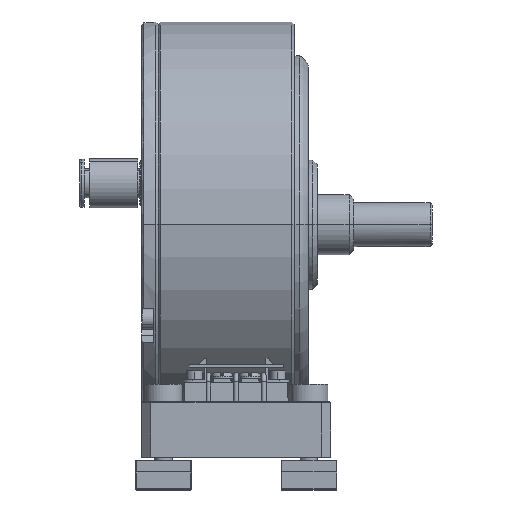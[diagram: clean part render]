
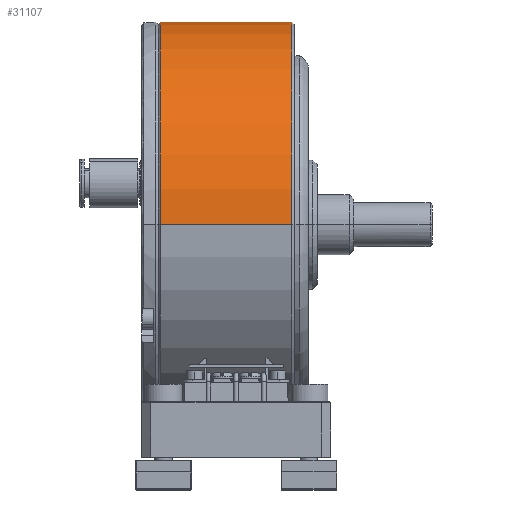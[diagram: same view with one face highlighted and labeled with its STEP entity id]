
A CAD part, top view. The second image highlights one B-rep face of the part: STEP entity #31107.
In plain terms, the highlighted cylindrical face has radius 69.647 mm (diameter 139.294 mm), a partial arc.
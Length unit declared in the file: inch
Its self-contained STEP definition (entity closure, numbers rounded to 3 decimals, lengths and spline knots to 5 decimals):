
#544 = LINE ( 'NONE', #37480, #23669 ) ;
#1806 = ORIENTED_EDGE ( 'NONE', *, *, #26438, .T. ) ;
#2151 = DIRECTION ( 'NONE',  ( -1., 0., 0. ) ) ;
#3011 = VERTEX_POINT ( 'NONE', #27783 ) ;
#3348 = VERTEX_POINT ( 'NONE', #8387 ) ;
#3456 = AXIS2_PLACEMENT_3D ( 'NONE', #18115, #5845, #12133 ) ;
#4730 = EDGE_CURVE ( 'NONE', #3011, #3348, #544, .T. ) ;
#5845 = DIRECTION ( 'NONE',  ( -1., 0., 0. ) ) ;
#6478 = CARTESIAN_POINT ( 'NONE',  ( 2.032, 0., -2.742 ) ) ;
#6620 = VECTOR ( 'NONE', #13941, 39.37008 ) ;
#7775 = CARTESIAN_POINT ( 'NONE',  ( 0.012, 0., -2.742 ) ) ;
#8387 = CARTESIAN_POINT ( 'NONE',  ( 0.255, 0., 2.742 ) ) ;
#12133 = DIRECTION ( 'NONE',  ( 0., 0., 1. ) ) ;
#12473 = CIRCLE ( 'NONE', #32426, 2.742 ) ;
#13941 = DIRECTION ( 'NONE',  ( -1., 0., 0. ) ) ;
#14110 = DIRECTION ( 'NONE',  ( 1., 0., 0. ) ) ;
#14578 = EDGE_CURVE ( 'NONE', #17945, #3348, #17216, .T. ) ;
#17216 = CIRCLE ( 'NONE', #27834, 2.742 ) ;
#17945 = VERTEX_POINT ( 'NONE', #25760 ) ;
#18115 = CARTESIAN_POINT ( 'NONE',  ( 0.012, 0., 0. ) ) ;
#18178 = EDGE_LOOP ( 'NONE', ( #22355, #1806, #19758, #35464 ) ) ;
#19335 = VERTEX_POINT ( 'NONE', #6478 ) ;
#19758 = ORIENTED_EDGE ( 'NONE', *, *, #14578, .T. ) ;
#20303 = CARTESIAN_POINT ( 'NONE',  ( 2.032, 0., 0. ) ) ;
#21356 = CYLINDRICAL_SURFACE ( 'NONE', #3456, 2.742 ) ;
#21750 = LINE ( 'NONE', #7775, #6620 ) ;
#22355 = ORIENTED_EDGE ( 'NONE', *, *, #25928, .T. ) ;
#23262 = DIRECTION ( 'NONE',  ( 0., 0., 1. ) ) ;
#23669 = VECTOR ( 'NONE', #34491, 39.37008 ) ;
#25123 = FACE_OUTER_BOUND ( 'NONE', #18178, .T. ) ;
#25760 = CARTESIAN_POINT ( 'NONE',  ( 0.255, 0., -2.742 ) ) ;
#25928 = EDGE_CURVE ( 'NONE', #3011, #19335, #12473, .T. ) ;
#26438 = EDGE_CURVE ( 'NONE', #19335, #17945, #21750, .T. ) ;
#27783 = CARTESIAN_POINT ( 'NONE',  ( 2.032, 0., 2.742 ) ) ;
#27834 = AXIS2_PLACEMENT_3D ( 'NONE', #32103, #14110, #35075 ) ;
#31107 = ADVANCED_FACE ( 'NONE', ( #25123 ), #21356, .T. ) ;
#32103 = CARTESIAN_POINT ( 'NONE',  ( 0.255, 0., 0. ) ) ;
#32426 = AXIS2_PLACEMENT_3D ( 'NONE', #20303, #2151, #23262 ) ;
#34491 = DIRECTION ( 'NONE',  ( -1., 0., 0. ) ) ;
#35075 = DIRECTION ( 'NONE',  ( 0., 0., 1. ) ) ;
#35464 = ORIENTED_EDGE ( 'NONE', *, *, #4730, .F. ) ;
#37480 = CARTESIAN_POINT ( 'NONE',  ( 0.012, 0., 2.742 ) ) ;
